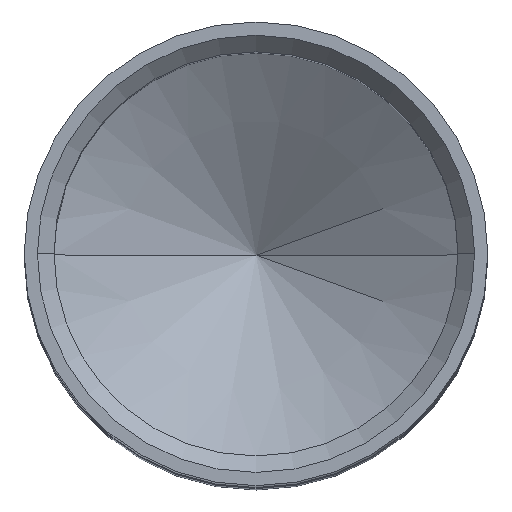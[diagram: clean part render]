
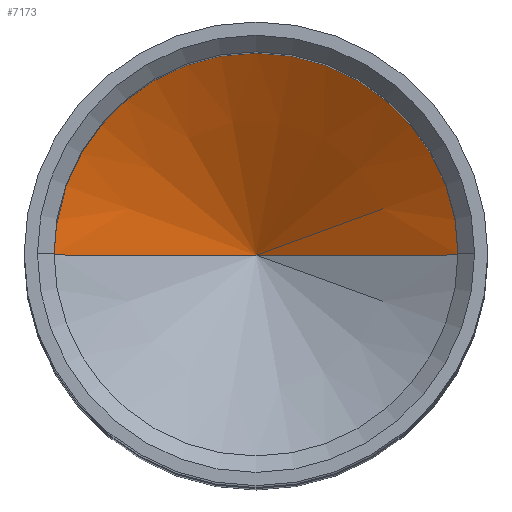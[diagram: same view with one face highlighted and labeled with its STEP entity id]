
A CAD part, top view. The second image highlights one B-rep face of the part: STEP entity #7173.
In plain terms, the highlighted conical face has half-angle 59 degrees and reference radius 6.1 mm.
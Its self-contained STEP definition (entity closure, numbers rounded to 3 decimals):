
#1005 = CARTESIAN_POINT ( 'NONE',  ( -6.1, 0., 17.5 ) ) ;
#1092 = ORIENTED_EDGE ( 'NONE', *, *, #7170, .F. ) ;
#1095 = CARTESIAN_POINT ( 'NONE',  ( -6.1, 0., 17.5 ) ) ;
#1162 = VECTOR ( 'NONE', #8240, 1000. ) ;
#1937 = DIRECTION ( 'NONE',  ( 0., 0., 1. ) ) ;
#2005 = CONICAL_SURFACE ( 'NONE', #11955, 6.1, 1.03 ) ;
#2046 = CARTESIAN_POINT ( 'NONE',  ( 0., 0., 17.5 ) ) ;
#2144 = DIRECTION ( 'NONE',  ( -0.857, 0., 0.515 ) ) ;
#2382 = AXIS2_PLACEMENT_3D ( 'NONE', #10701, #9664, #5189 ) ;
#2410 = LINE ( 'NONE', #11480, #1162 ) ;
#2776 = EDGE_LOOP ( 'NONE', ( #1092, #13744, #12027 ) ) ;
#3224 = DIRECTION ( 'NONE',  ( 1., 0., 0. ) ) ;
#4164 = CIRCLE ( 'NONE', #2382, 6.1 ) ;
#5189 = DIRECTION ( 'NONE',  ( 1., 0., 0. ) ) ;
#7170 = EDGE_CURVE ( 'NONE', #8101, #8651, #10625, .T. ) ;
#7173 = ADVANCED_FACE ( 'NONE', ( #7292 ), #2005, .F. ) ;
#7292 = FACE_OUTER_BOUND ( 'NONE', #2776, .T. ) ;
#7821 = VECTOR ( 'NONE', #2144, 1000. ) ;
#8101 = VERTEX_POINT ( 'NONE', #13271 ) ;
#8240 = DIRECTION ( 'NONE',  ( 0.857, 0., 0.515 ) ) ;
#8651 = VERTEX_POINT ( 'NONE', #1095 ) ;
#8738 = EDGE_CURVE ( 'NONE', #8101, #10608, #2410, .T. ) ;
#9664 = DIRECTION ( 'NONE',  ( 0., 0., 1. ) ) ;
#9678 = EDGE_CURVE ( 'NONE', #10608, #8651, #4164, .T. ) ;
#10608 = VERTEX_POINT ( 'NONE', #10941 ) ;
#10625 = LINE ( 'NONE', #1005, #7821 ) ;
#10701 = CARTESIAN_POINT ( 'NONE',  ( 0., 0., 17.5 ) ) ;
#10941 = CARTESIAN_POINT ( 'NONE',  ( 6.1, 0., 17.5 ) ) ;
#11480 = CARTESIAN_POINT ( 'NONE',  ( 6.1, 0., 17.5 ) ) ;
#11955 = AXIS2_PLACEMENT_3D ( 'NONE', #2046, #1937, #3224 ) ;
#12027 = ORIENTED_EDGE ( 'NONE', *, *, #9678, .T. ) ;
#13271 = CARTESIAN_POINT ( 'NONE',  ( 0., 0., 13.835 ) ) ;
#13744 = ORIENTED_EDGE ( 'NONE', *, *, #8738, .T. ) ;
